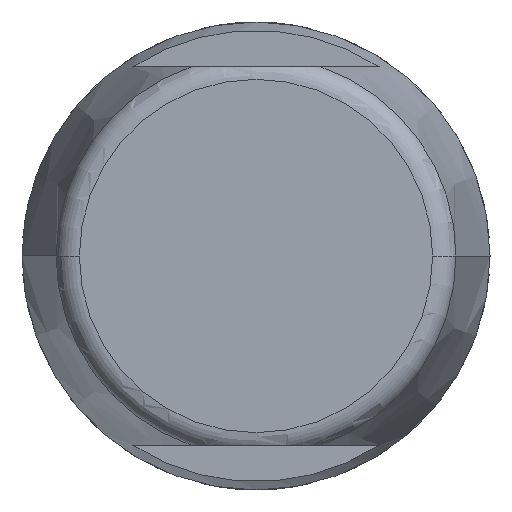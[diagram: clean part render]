
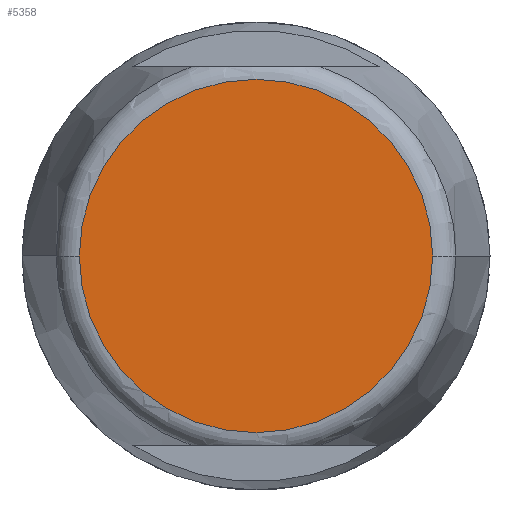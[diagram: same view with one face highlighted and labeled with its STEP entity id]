
A CAD part, left-side view. The second image highlights one B-rep face of the part: STEP entity #5358.
In plain terms, the highlighted planar face has unit normal (-1, 0, 0).
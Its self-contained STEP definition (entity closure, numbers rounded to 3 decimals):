
#2092=CARTESIAN_POINT('',(-37.6,0.,0.));
#2093=DIRECTION('',(-1.,0.,0.));
#2094=DIRECTION('',(0.,1.,0.));
#2095=AXIS2_PLACEMENT_3D('',#2092,#2093,#2094);
#2140=CARTESIAN_POINT('',(-37.6,0.,0.));
#2141=DIRECTION('',(-1.,0.,0.));
#2142=DIRECTION('',(0.,-1.,0.));
#2143=AXIS2_PLACEMENT_3D('',#2140,#2141,#2142);
#2695=CARTESIAN_POINT('',(-37.6,3.737,0.));
#2696=CARTESIAN_POINT('',(-37.6,-3.737,0.));
#2697=VERTEX_POINT('',#2695);
#2698=VERTEX_POINT('',#2696);
#5349=CARTESIAN_POINT('',(-37.6,0.,0.));
#5350=DIRECTION('',(1.,0.,0.));
#5351=DIRECTION('',(0.,-1.,0.));
#5352=AXIS2_PLACEMENT_3D('',#5349,#5350,#5351);
#5353=PLANE('',#5352);
#5354=ORIENTED_EDGE('',*,*,#5293,.F.);
#5355=ORIENTED_EDGE('',*,*,#5311,.F.);
#5356=EDGE_LOOP('',(#5354,#5355));
#5357=FACE_OUTER_BOUND('',#5356,.F.);
#5358=ADVANCED_FACE('',(#5357),#5353,.F.);
#2096=CIRCLE('',#2095,3.737);
#2144=CIRCLE('',#2143,3.737);
#5293=EDGE_CURVE('',#2697,#2698,#2096,.T.);
#5311=EDGE_CURVE('',#2698,#2697,#2144,.T.);
